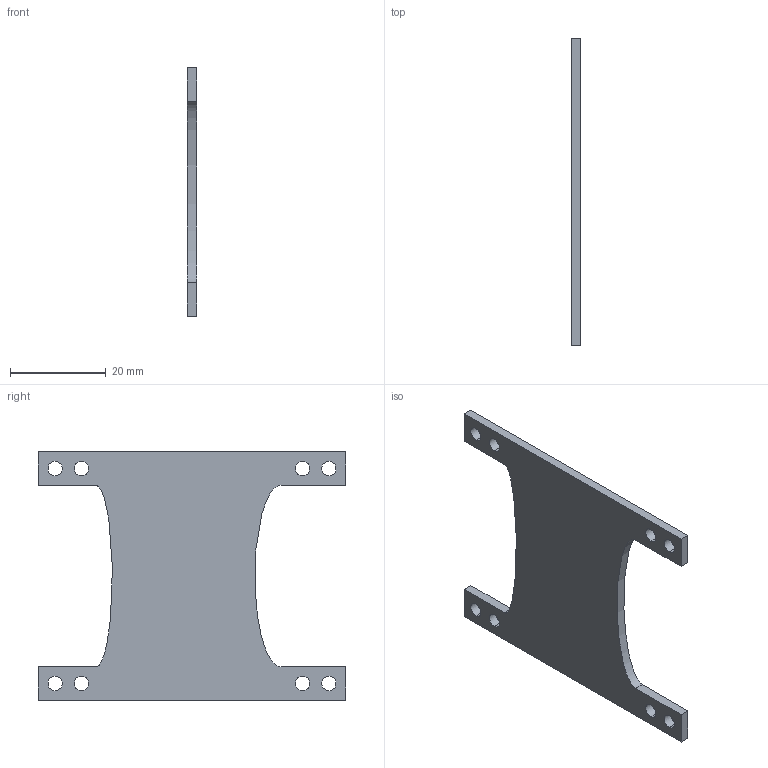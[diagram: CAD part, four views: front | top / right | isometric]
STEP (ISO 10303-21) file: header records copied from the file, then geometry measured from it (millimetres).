
FILE_DESCRIPTION (( 'STEP AP203' ), '1' );
FILE_NAME ('plank connector new inner left.STEP', '2025-03-27T09:53:21', ( '' ), ( '' ), 'SwSTEP 2.0', 'SolidWorks 2022', '' );
FILE_SCHEMA (( 'CONFIG_CONTROL_DESIGN' ));
Length unit declared in the file: millimetre
Products named in the file (1): plank connector new inner left
Bounding box: 2 x 64.3 x 52 mm (x, y, z)
Volume: 4098.8 mm3; surface area: 4827.1 mm2
Topology: 1 solids, 1 shells, 30 faces, 84 edges, 56 vertices
Faces by surface type: cylinder 16, plane 12, bspline 2
Entity records: 1095 total; most frequent: CARTESIAN_POINT 197, DIRECTION 170, ORIENTED_EDGE 168, EDGE_CURVE 84, AXIS2_PLACEMENT_3D 61, VERTEX_POINT 56, VECTOR 48, LINE 48
